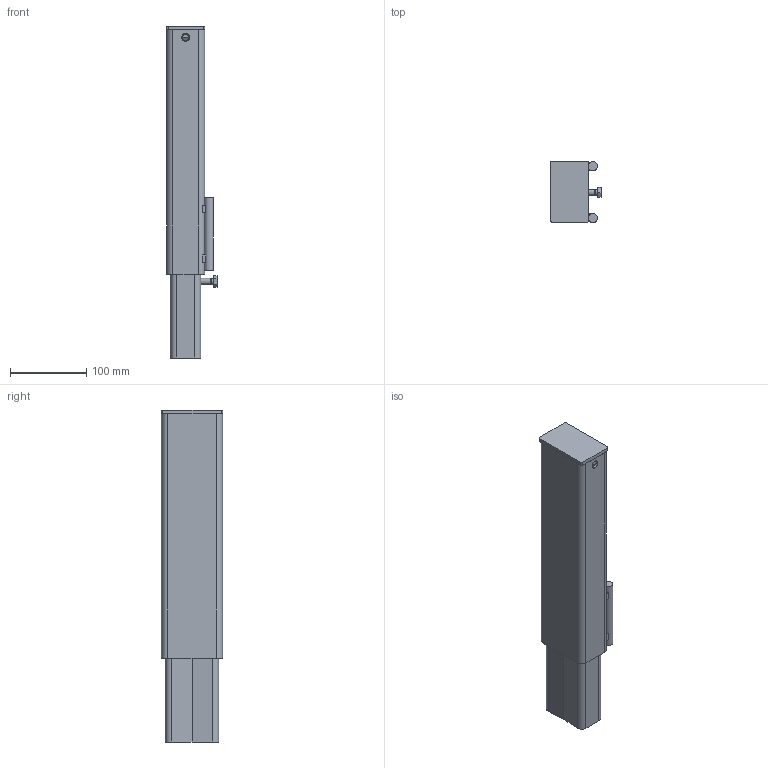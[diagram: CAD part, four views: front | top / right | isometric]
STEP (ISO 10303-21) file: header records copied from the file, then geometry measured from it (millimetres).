
FILE_DESCRIPTION(/* description */ (''),/* implementation_level */ '2;1');
FILE_NAME(/* name */ 'TSS 41.stp',/* time_stamp */ '2016-06-21T14:18:38+02:00',/* author */ ('OEM'),/* organization */ (''),/* preprocessor_version */ 'ST-DEVELOPER v15.2',/* originating_system */ 'Autodesk Inventor 2014',/* authorisation */ '');
FILE_SCHEMA (('CONFIG_CONTROL_DESIGN'));
Length unit declared in the file: millimetre
Products named in the file (7): TSS 41 Complete_Welds; TSS 41-1 Inner tube; TSS 41-2 Outer tube; TSS 41-3 Round steel; TSS 40-3 Plast-topp; TSS 41-5 Locking screw; TSS 41 Complete
Bounding box: 66.81 x 80 x 435 mm (x, y, z)
Volume: 564671.1 mm3; surface area: 292045.4 mm2
Topology: 14 solids, 14 shells, 321 faces, 808 edges, 530 vertices
Faces by surface type: plane 198, bspline 69, cylinder 45, cone 8, torus 1
Full cylindrical faces by diameter (mm): 7.323 x1, 8 x3, 10.5 x4, 11.4 x1, 12 x2
Entity records: 10179 total; most frequent: CARTESIAN_POINT 2778, ORIENTED_EDGE 1582, DIRECTION 1270, EDGE_CURVE 791, LINE 538, VECTOR 538, VERTEX_POINT 527, AXIS2_PLACEMENT_3D 366
